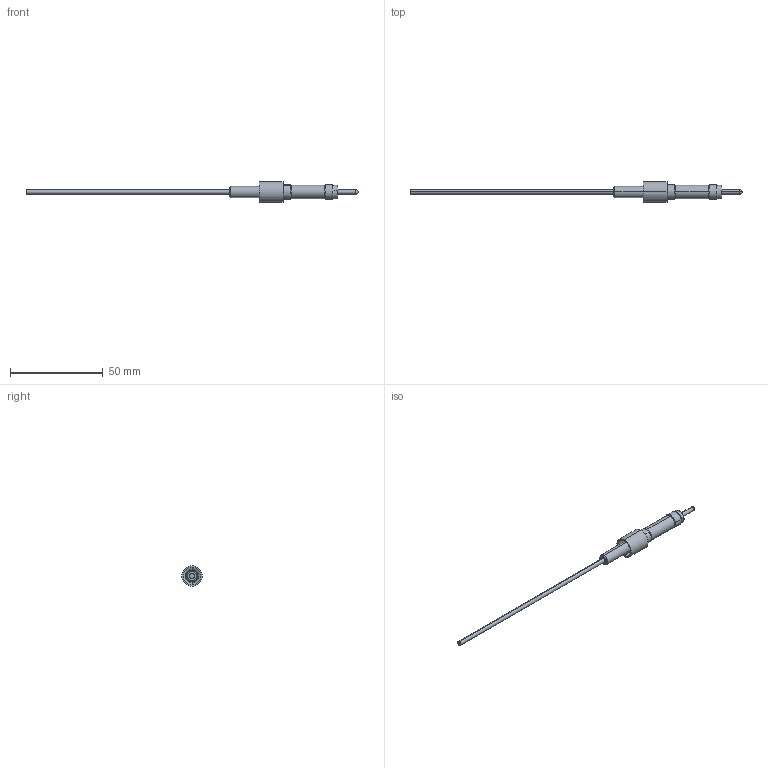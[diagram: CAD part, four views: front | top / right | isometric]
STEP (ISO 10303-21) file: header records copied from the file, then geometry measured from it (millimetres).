
FILE_DESCRIPTION (( 'STEP AP203' ), '1' );
FILE_NAME ('A2535-1-W.STEP', '2013-06-17T11:59:06', ( '' ), ( '' ), 'SwSTEP 2.0', 'SolidWorks 2012', '' );
FILE_SCHEMA (( 'CONFIG_CONTROL_DESIGN' ));
Length unit declared in the file: inch
Products named in the file (1): A2535-1-W
Bounding box: 179.07 x 11.05 x 11.05 mm (x, y, z)
Volume: 2929.7 mm3; surface area: 4119.6 mm2
Topology: 1 solids, 1 shells, 66 faces, 134 edges, 80 vertices
Faces by surface type: cylinder 32, cone 14, plane 12, torus 8
Entity records: 1821 total; most frequent: DIRECTION 356, CARTESIAN_POINT 281, ORIENTED_EDGE 268, AXIS2_PLACEMENT_3D 155, EDGE_CURVE 134, CIRCLE 88, VERTEX_POINT 80, EDGE_LOOP 76
